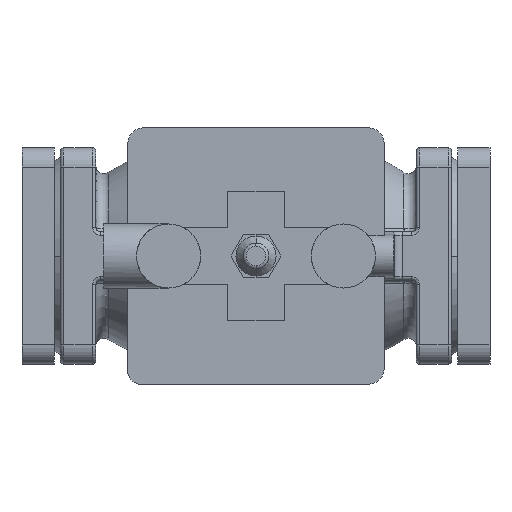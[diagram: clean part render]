
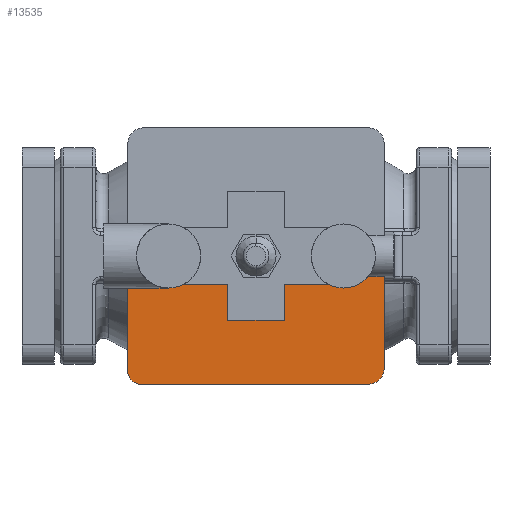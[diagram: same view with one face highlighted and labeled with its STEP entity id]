
A CAD part, front view. The second image highlights one B-rep face of the part: STEP entity #13535.
In plain terms, the highlighted face is planar.
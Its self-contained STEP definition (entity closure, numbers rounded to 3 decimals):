
#12868=CARTESIAN_POINT('',(-54.5,22.5,0.));
#12869=DIRECTION('',(0.,1.,0.));
#12870=DIRECTION('',(-0.05,0.,0.999));
#12871=AXIS2_PLACEMENT_3D('',#12868,#12869,#12870);
#12873=DIRECTION('',(1.,0.,0.));
#12874=VECTOR('',#12873,27.318);
#12875=CARTESIAN_POINT('',(-44.818,22.5,17.5));
#12876=LINE('',#12875,#12874);
#12877=DIRECTION('',(0.,0.,1.));
#12878=VECTOR('',#12877,22.5);
#12879=CARTESIAN_POINT('',(-17.5,22.5,17.5));
#12880=LINE('',#12879,#12878);
#12881=DIRECTION('',(1.,0.,0.));
#12882=VECTOR('',#12881,35.);
#12883=CARTESIAN_POINT('',(-17.5,22.5,40.));
#12884=LINE('',#12883,#12882);
#12885=DIRECTION('',(0.,0.,-1.));
#12886=VECTOR('',#12885,22.5);
#12887=CARTESIAN_POINT('',(17.5,22.5,40.));
#12888=LINE('',#12887,#12886);
#12889=DIRECTION('',(1.,0.,0.));
#12890=VECTOR('',#12889,27.318);
#12891=CARTESIAN_POINT('',(17.5,22.5,17.5));
#12892=LINE('',#12891,#12890);
#12893=CARTESIAN_POINT('',(54.5,22.5,0.));
#12894=DIRECTION('',(0.,1.,0.));
#12895=DIRECTION('',(-0.484,0.,0.875));
#12896=AXIS2_PLACEMENT_3D('',#12893,#12894,#12895);
#12898=DIRECTION('',(1.,0.,0.));
#12899=VECTOR('',#12898,10.268);
#12900=CARTESIAN_POINT('',(69.732,22.5,12.961));
#12901=LINE('',#12900,#12899);
#12902=DIRECTION('',(0.,0.,-1.));
#12903=VECTOR('',#12902,57.039);
#12904=CARTESIAN_POINT('',(80.,22.5,70.));
#12905=LINE('',#12904,#12903);
#12906=CARTESIAN_POINT('',(70.,22.5,70.));
#12907=DIRECTION('',(0.,1.,0.));
#12908=DIRECTION('',(0.,0.,1.));
#12909=AXIS2_PLACEMENT_3D('',#12906,#12907,#12908);
#12911=DIRECTION('',(1.,0.,0.));
#12912=VECTOR('',#12911,142.);
#12913=CARTESIAN_POINT('',(-72.,22.5,80.));
#12914=LINE('',#12913,#12912);
#12915=CARTESIAN_POINT('',(-72.,22.5,72.));
#12916=DIRECTION('',(0.,1.,0.));
#12917=DIRECTION('',(-1.,0.,0.));
#12918=AXIS2_PLACEMENT_3D('',#12915,#12916,#12917);
#12920=DIRECTION('',(0.,0.,1.));
#12921=VECTOR('',#12920,52.025);
#12922=CARTESIAN_POINT('',(-80.,22.5,19.975));
#12923=LINE('',#12922,#12921);
#12924=DIRECTION('',(1.,0.,0.));
#12925=VECTOR('',#12924,24.5);
#12926=CARTESIAN_POINT('',(-80.,22.5,19.975));
#12927=LINE('',#12926,#12925);
#12995=CARTESIAN_POINT('',(69.732,22.5,12.961));
#13025=CARTESIAN_POINT('',(-55.5,22.5,19.975));
#13186=CARTESIAN_POINT('',(-80.,22.5,72.));
#13187=VERTEX_POINT('',#13186);
#13188=CARTESIAN_POINT('',(-72.,22.5,80.));
#13189=VERTEX_POINT('',#13188);
#13202=CARTESIAN_POINT('',(70.,22.5,80.));
#13203=VERTEX_POINT('',#13202);
#13204=CARTESIAN_POINT('',(80.,22.5,70.));
#13205=VERTEX_POINT('',#13204);
#13234=CARTESIAN_POINT('',(-17.5,22.5,17.5));
#13235=CARTESIAN_POINT('',(-17.5,22.5,40.));
#13236=VERTEX_POINT('',#13234);
#13237=VERTEX_POINT('',#13235);
#13238=CARTESIAN_POINT('',(17.5,22.5,40.));
#13239=VERTEX_POINT('',#13238);
#13240=CARTESIAN_POINT('',(17.5,22.5,17.5));
#13241=VERTEX_POINT('',#13240);
#13268=VERTEX_POINT('',#12995);
#13281=VERTEX_POINT('',#13025);
#13284=CARTESIAN_POINT('',(-44.818,22.5,17.5));
#13285=VERTEX_POINT('',#13284);
#13294=CARTESIAN_POINT('',(44.818,22.5,17.5));
#13295=VERTEX_POINT('',#13294);
#13298=CARTESIAN_POINT('',(80.,22.5,12.961));
#13299=VERTEX_POINT('',#13298);
#13304=CARTESIAN_POINT('',(-80.,22.5,19.975));
#13305=VERTEX_POINT('',#13304);
#13502=CARTESIAN_POINT('',(0.,22.5,0.));
#13503=DIRECTION('',(0.,1.,0.));
#13504=DIRECTION('',(1.,0.,0.));
#13505=AXIS2_PLACEMENT_3D('',#13502,#13503,#13504);
#13506=PLANE('',#13505);
#13508=ORIENTED_EDGE('',*,*,#13507,.T.);
#13510=ORIENTED_EDGE('',*,*,#13509,.T.);
#13512=ORIENTED_EDGE('',*,*,#13511,.T.);
#13514=ORIENTED_EDGE('',*,*,#13513,.T.);
#13516=ORIENTED_EDGE('',*,*,#13515,.T.);
#13518=ORIENTED_EDGE('',*,*,#13517,.T.);
#13520=ORIENTED_EDGE('',*,*,#13519,.T.);
#13522=ORIENTED_EDGE('',*,*,#13521,.T.);
#13524=ORIENTED_EDGE('',*,*,#13523,.F.);
#13526=ORIENTED_EDGE('',*,*,#13525,.F.);
#13528=ORIENTED_EDGE('',*,*,#13527,.F.);
#13530=ORIENTED_EDGE('',*,*,#13529,.F.);
#13531=ORIENTED_EDGE('',*,*,#13385,.F.);
#13532=ORIENTED_EDGE('',*,*,#13435,.T.);
#13533=EDGE_LOOP('',(#13508,#13510,#13512,#13514,#13516,#13518,#13520,#13522,
#13524,#13526,#13528,#13530,#13531,#13532));
#13534=FACE_OUTER_BOUND('',#13533,.F.);
#12872=CIRCLE('',#12871,20.);
#12897=CIRCLE('',#12896,20.);
#12910=CIRCLE('',#12909,10.);
#12919=CIRCLE('',#12918,8.);
#13385=EDGE_CURVE('',#13305,#13187,#12923,.T.);
#13435=EDGE_CURVE('',#13305,#13281,#12927,.T.);
#13507=EDGE_CURVE('',#13281,#13285,#12872,.T.);
#13509=EDGE_CURVE('',#13285,#13236,#12876,.T.);
#13511=EDGE_CURVE('',#13236,#13237,#12880,.T.);
#13513=EDGE_CURVE('',#13237,#13239,#12884,.T.);
#13515=EDGE_CURVE('',#13239,#13241,#12888,.T.);
#13517=EDGE_CURVE('',#13241,#13295,#12892,.T.);
#13519=EDGE_CURVE('',#13295,#13268,#12897,.T.);
#13521=EDGE_CURVE('',#13268,#13299,#12901,.T.);
#13523=EDGE_CURVE('',#13205,#13299,#12905,.T.);
#13525=EDGE_CURVE('',#13203,#13205,#12910,.T.);
#13527=EDGE_CURVE('',#13189,#13203,#12914,.T.);
#13529=EDGE_CURVE('',#13187,#13189,#12919,.T.);
#13535=ADVANCED_FACE('',(#13534),#13506,.T.);
